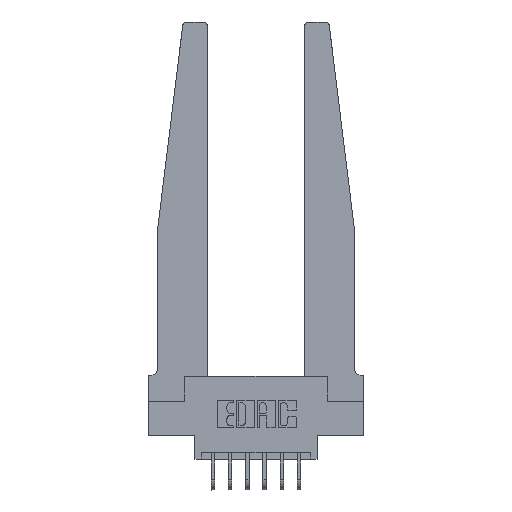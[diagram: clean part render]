
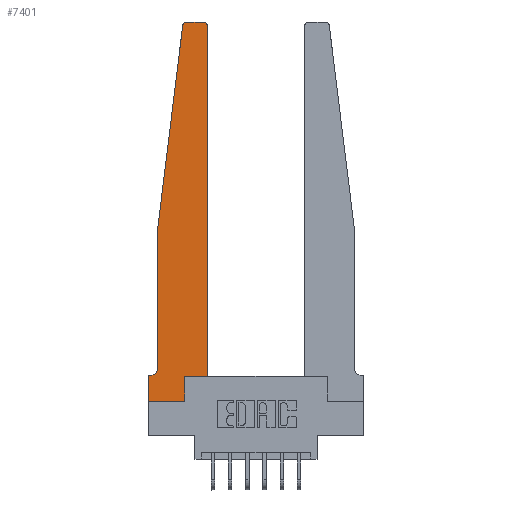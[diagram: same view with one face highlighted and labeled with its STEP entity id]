
A CAD part, top view. The second image highlights one B-rep face of the part: STEP entity #7401.
In plain terms, the highlighted planar face has unit normal (0, 0, 1).
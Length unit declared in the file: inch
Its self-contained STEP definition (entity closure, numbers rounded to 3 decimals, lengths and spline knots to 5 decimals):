
#335 = ORIENTED_EDGE ( 'NONE', *, *, #6166, .T. ) ;
#368 = VECTOR ( 'NONE', #2942, 39.37008 ) ;
#607 = VECTOR ( 'NONE', #6152, 39.37008 ) ;
#813 = CARTESIAN_POINT ( 'NONE',  ( 0.015, 0.1875, 0.37 ) ) ;
#911 = CARTESIAN_POINT ( 'NONE',  ( 0.425, 0.18, 0.37 ) ) ;
#997 = VERTEX_POINT ( 'NONE', #6407 ) ;
#1096 = AXIS2_PLACEMENT_3D ( 'NONE', #12099, #9823, #2559 ) ;
#1214 = ORIENTED_EDGE ( 'NONE', *, *, #6732, .T. ) ;
#1349 = CARTESIAN_POINT ( 'NONE',  ( 0.065, 1.25, 0.37 ) ) ;
#1403 = DIRECTION ( 'NONE',  ( -0.122, -0.992, 0. ) ) ;
#1417 = LINE ( 'NONE', #1349, #10079 ) ;
#1536 = ORIENTED_EDGE ( 'NONE', *, *, #4338, .T. ) ;
#1641 = LINE ( 'NONE', #3006, #12127 ) ;
#1857 = AXIS2_PLACEMENT_3D ( 'NONE', #10863, #7136, #8378 ) ;
#1988 = VERTEX_POINT ( 'NONE', #8275 ) ;
#2048 = VERTEX_POINT ( 'NONE', #7295 ) ;
#2455 = EDGE_CURVE ( 'NONE', #1988, #15070, #11439, .T. ) ;
#2559 = DIRECTION ( 'NONE',  ( 1., 0., 0. ) ) ;
#2902 = ORIENTED_EDGE ( 'NONE', *, *, #2455, .T. ) ;
#2942 = DIRECTION ( 'NONE',  ( 0., 1., 0. ) ) ;
#3006 = CARTESIAN_POINT ( 'NONE',  ( 0.25, 2.75, 0.37 ) ) ;
#3242 = LINE ( 'NONE', #9135, #12687 ) ;
#3602 = ORIENTED_EDGE ( 'NONE', *, *, #8402, .T. ) ;
#3724 = LINE ( 'NONE', #7052, #15449 ) ;
#3885 = EDGE_CURVE ( 'NONE', #2048, #9757, #5872, .T. ) ;
#3936 = EDGE_CURVE ( 'NONE', #5670, #9711, #1641, .T. ) ;
#4338 = EDGE_CURVE ( 'NONE', #7731, #9101, #3242, .T. ) ;
#5037 = DIRECTION ( 'NONE',  ( 0., 0., 1. ) ) ;
#5070 = LINE ( 'NONE', #6612, #368 ) ;
#5455 = AXIS2_PLACEMENT_3D ( 'NONE', #11533, #13868, #7978 ) ;
#5527 = DIRECTION ( 'NONE',  ( -1., 0., 0. ) ) ;
#5591 = CARTESIAN_POINT ( 'NONE',  ( 0.2605, 0., 0.37 ) ) ;
#5670 = VERTEX_POINT ( 'NONE', #8961 ) ;
#5680 = EDGE_LOOP ( 'NONE', ( #10375, #14857, #6920, #3602, #8033, #14341, #2902, #7990, #335, #1214, #1536, #12585 ) ) ;
#5822 = DIRECTION ( 'NONE',  ( 1., 0., 0. ) ) ;
#5872 = CIRCLE ( 'NONE', #5455, 0.05 ) ;
#5918 = PLANE ( 'NONE',  #1857 ) ;
#5941 = VECTOR ( 'NONE', #8669, 39.37008 ) ;
#6001 = CARTESIAN_POINT ( 'NONE',  ( 0., 0., 0.37 ) ) ;
#6152 = DIRECTION ( 'NONE',  ( 0., -1., 0. ) ) ;
#6166 = EDGE_CURVE ( 'NONE', #7850, #15195, #5070, .T. ) ;
#6407 = CARTESIAN_POINT ( 'NONE',  ( 0.065, 1.25, 0.37 ) ) ;
#6612 = CARTESIAN_POINT ( 'NONE',  ( 0.2605, 0.18, 0.37 ) ) ;
#6732 = EDGE_CURVE ( 'NONE', #15195, #7731, #13626, .T. ) ;
#6920 = ORIENTED_EDGE ( 'NONE', *, *, #11899, .T. ) ;
#7052 = CARTESIAN_POINT ( 'NONE',  ( 0.065, 0.1875, 0.37 ) ) ;
#7075 = CIRCLE ( 'NONE', #1096, 0.03 ) ;
#7107 = EDGE_CURVE ( 'NONE', #15070, #7850, #11931, .T. ) ;
#7136 = DIRECTION ( 'NONE',  ( 0., 0., 1. ) ) ;
#7295 = CARTESIAN_POINT ( 'NONE',  ( 0.065, 0.2375, 0.37 ) ) ;
#7401 = ADVANCED_FACE ( 'NONE', ( #9876 ), #5918, .T. ) ;
#7731 = VERTEX_POINT ( 'NONE', #911 ) ;
#7850 = VERTEX_POINT ( 'NONE', #5591 ) ;
#7919 = DIRECTION ( 'NONE',  ( -1., 0., 0. ) ) ;
#7978 = DIRECTION ( 'NONE',  ( -1., 0., 0. ) ) ;
#7990 = ORIENTED_EDGE ( 'NONE', *, *, #7107, .T. ) ;
#8033 = ORIENTED_EDGE ( 'NONE', *, *, #3885, .T. ) ;
#8179 = CARTESIAN_POINT ( 'NONE',  ( 0., 0., 0.37 ) ) ;
#8261 = VECTOR ( 'NONE', #5822, 39.37008 ) ;
#8275 = CARTESIAN_POINT ( 'NONE',  ( 0., 0.1875, 0.37 ) ) ;
#8282 = VECTOR ( 'NONE', #8550, 39.37008 ) ;
#8378 = DIRECTION ( 'NONE',  ( 1., 0., 0. ) ) ;
#8402 = EDGE_CURVE ( 'NONE', #997, #2048, #11677, .T. ) ;
#8550 = DIRECTION ( 'NONE',  ( 0., -1., 0. ) ) ;
#8669 = DIRECTION ( 'NONE',  ( 1., 0., 0. ) ) ;
#8961 = CARTESIAN_POINT ( 'NONE',  ( 0.395, 2.75, 0.37 ) ) ;
#9101 = VERTEX_POINT ( 'NONE', #12483 ) ;
#9112 = CIRCLE ( 'NONE', #12921, 0.03 ) ;
#9135 = CARTESIAN_POINT ( 'NONE',  ( 0.425, 0.18, 0.37 ) ) ;
#9329 = EDGE_CURVE ( 'NONE', #9101, #5670, #9112, .T. ) ;
#9711 = VERTEX_POINT ( 'NONE', #11358 ) ;
#9757 = VERTEX_POINT ( 'NONE', #813 ) ;
#9823 = DIRECTION ( 'NONE',  ( 0., 0., 1. ) ) ;
#9876 = FACE_OUTER_BOUND ( 'NONE', #5680, .T. ) ;
#10079 = VECTOR ( 'NONE', #1403, 39.37008 ) ;
#10375 = ORIENTED_EDGE ( 'NONE', *, *, #3936, .T. ) ;
#10863 = CARTESIAN_POINT ( 'NONE',  ( 0., 0.1875, 0.37 ) ) ;
#10887 = CARTESIAN_POINT ( 'NONE',  ( 0.2605, 0.18, 0.37 ) ) ;
#11358 = CARTESIAN_POINT ( 'NONE',  ( 0.27653, 2.75, 0.37 ) ) ;
#11439 = LINE ( 'NONE', #15292, #8282 ) ;
#11533 = CARTESIAN_POINT ( 'NONE',  ( 0.015, 0.2375, 0.37 ) ) ;
#11677 = LINE ( 'NONE', #13298, #607 ) ;
#11806 = EDGE_CURVE ( 'NONE', #9711, #12995, #7075, .T. ) ;
#11890 = CARTESIAN_POINT ( 'NONE',  ( 0.425, 0.18, 0.37 ) ) ;
#11899 = EDGE_CURVE ( 'NONE', #12995, #997, #1417, .T. ) ;
#11931 = LINE ( 'NONE', #6001, #5941 ) ;
#12099 = CARTESIAN_POINT ( 'NONE',  ( 0.27653, 2.72, 0.37 ) ) ;
#12127 = VECTOR ( 'NONE', #7919, 39.37008 ) ;
#12360 = CARTESIAN_POINT ( 'NONE',  ( 0.395, 2.72, 0.37 ) ) ;
#12362 = DIRECTION ( 'NONE',  ( 0., 1., 0. ) ) ;
#12483 = CARTESIAN_POINT ( 'NONE',  ( 0.425, 2.72, 0.37 ) ) ;
#12585 = ORIENTED_EDGE ( 'NONE', *, *, #9329, .T. ) ;
#12687 = VECTOR ( 'NONE', #12362, 39.37008 ) ;
#12921 = AXIS2_PLACEMENT_3D ( 'NONE', #12360, #5037, #14676 ) ;
#12995 = VERTEX_POINT ( 'NONE', #13423 ) ;
#13298 = CARTESIAN_POINT ( 'NONE',  ( 0.065, 1.25, 0.37 ) ) ;
#13423 = CARTESIAN_POINT ( 'NONE',  ( 0.24675, 2.72367, 0.37 ) ) ;
#13626 = LINE ( 'NONE', #11890, #8261 ) ;
#13868 = DIRECTION ( 'NONE',  ( 0., 0., -1. ) ) ;
#14092 = EDGE_CURVE ( 'NONE', #9757, #1988, #3724, .T. ) ;
#14341 = ORIENTED_EDGE ( 'NONE', *, *, #14092, .T. ) ;
#14676 = DIRECTION ( 'NONE',  ( 1., 0., 0. ) ) ;
#14857 = ORIENTED_EDGE ( 'NONE', *, *, #11806, .T. ) ;
#15070 = VERTEX_POINT ( 'NONE', #8179 ) ;
#15195 = VERTEX_POINT ( 'NONE', #10887 ) ;
#15292 = CARTESIAN_POINT ( 'NONE',  ( 0., 0., 0.37 ) ) ;
#15449 = VECTOR ( 'NONE', #5527, 39.37008 ) ;
